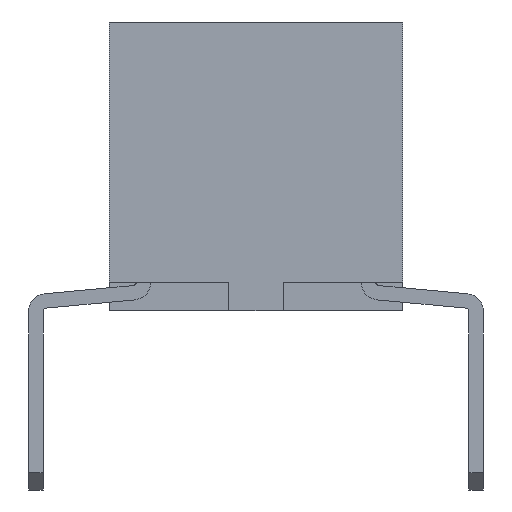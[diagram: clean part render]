
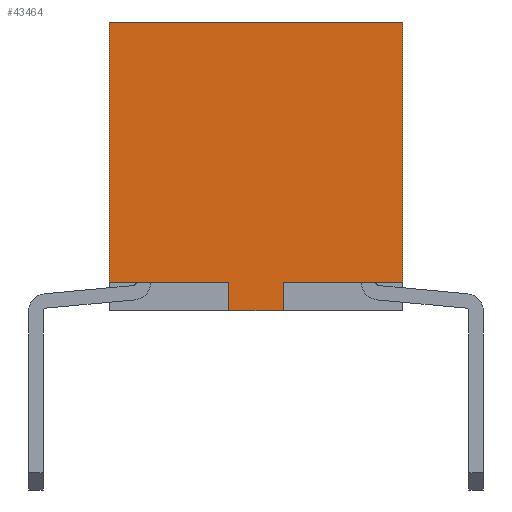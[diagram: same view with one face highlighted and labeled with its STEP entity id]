
A CAD part, front view. The second image highlights one B-rep face of the part: STEP entity #43464.
In plain terms, the highlighted face is planar.
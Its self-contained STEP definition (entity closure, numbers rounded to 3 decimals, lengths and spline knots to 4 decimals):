
#11057=ORIENTED_EDGE('',*,*,#15988,.F.);
#11058=ORIENTED_EDGE('',*,*,#15987,.T.);
#11059=ORIENTED_EDGE('',*,*,#11543,.T.);
#11060=ORIENTED_EDGE('',*,*,#15989,.F.);
#11061=ORIENTED_EDGE('',*,*,#15990,.F.);
#11062=ORIENTED_EDGE('',*,*,#15991,.F.);
#11063=ORIENTED_EDGE('',*,*,#11938,.T.);
#11064=ORIENTED_EDGE('',*,*,#15954,.T.);
#11543=EDGE_CURVE('',#16160,#16159,#19118,.T.);
#11938=EDGE_CURVE('',#16414,#16413,#19378,.T.);
#15954=EDGE_CURVE('',#16413,#18974,#22234,.T.);
#15987=EDGE_CURVE('',#18990,#16160,#22267,.T.);
#15988=EDGE_CURVE('',#18990,#18974,#22268,.T.);
#15989=EDGE_CURVE('',#18991,#16159,#22269,.T.);
#15990=EDGE_CURVE('',#18992,#18991,#22270,.T.);
#15991=EDGE_CURVE('',#16414,#18992,#22271,.T.);
#16159=VERTEX_POINT('',#55551);
#16160=VERTEX_POINT('',#55553);
#16413=VERTEX_POINT('',#56424);
#16414=VERTEX_POINT('',#56426);
#18974=VERTEX_POINT('',#65158);
#18990=VERTEX_POINT('',#65222);
#18991=VERTEX_POINT('',#65227);
#18992=VERTEX_POINT('',#65229);
#19118=LINE('',#55552,#22430);
#19378=LINE('',#56425,#22690);
#22234=LINE('',#65159,#25546);
#22267=LINE('',#65223,#25579);
#22268=LINE('',#65225,#25580);
#22269=LINE('',#65226,#25581);
#22270=LINE('',#65228,#25582);
#22271=LINE('',#65230,#25583);
#22430=VECTOR('',#46603,1000.);
#22690=VECTOR('',#47365,1000.);
#25546=VECTOR('',#55011,1000.);
#25579=VECTOR('',#55074,1000.);
#25580=VECTOR('',#55077,1000.);
#25581=VECTOR('',#55078,1000.);
#25582=VECTOR('',#55079,1000.);
#25583=VECTOR('',#55080,1000.);
#27339=EDGE_LOOP('',(#11057,#11058,#11059,#11060,#11061,#11062,#11063,#11064));
#29085=FACE_BOUND('',#27339,.T.);
#30133=PLANE('',#46257);
#43464=ADVANCED_FACE('',(#29085),#30133,.F.);
#46257=AXIS2_PLACEMENT_3D('',#65224,#55075,#55076);
#46603=DIRECTION('',(0.,-1.,0.));
#47365=DIRECTION('',(0.,-1.,0.));
#55011=DIRECTION('',(0.,0.,-1.));
#55074=DIRECTION('',(0.,0.,1.));
#55075=DIRECTION('',(1.,0.,0.));
#55076=DIRECTION('',(0.,0.,-1.));
#55077=DIRECTION('',(0.,1.,0.));
#55078=DIRECTION('',(0.,0.,-1.));
#55079=DIRECTION('',(0.,-1.,0.));
#55080=DIRECTION('',(0.,0.,1.));
#55551=CARTESIAN_POINT('',(-13.,-2.54,-2.));
#55552=CARTESIAN_POINT('',(-13.,0.,-2.));
#55553=CARTESIAN_POINT('',(-13.,-0.47,-2.));
#56424=CARTESIAN_POINT('',(-13.,0.47,-2.));
#56425=CARTESIAN_POINT('',(-13.,0.,-2.));
#56426=CARTESIAN_POINT('',(-13.,2.54,-2.));
#65158=CARTESIAN_POINT('',(-13.,0.47,-2.5));
#65159=CARTESIAN_POINT('',(-13.,0.47,0.));
#65222=CARTESIAN_POINT('',(-13.,-0.47,-2.5));
#65223=CARTESIAN_POINT('',(-13.,-0.47,0.));
#65224=CARTESIAN_POINT('',(-13.,0.,0.));
#65225=CARTESIAN_POINT('',(-13.,-2.54,-2.5));
#65226=CARTESIAN_POINT('',(-13.,-2.54,2.5));
#65227=CARTESIAN_POINT('',(-13.,-2.54,2.5));
#65228=CARTESIAN_POINT('',(-13.,2.54,2.5));
#65229=CARTESIAN_POINT('',(-13.,2.54,2.5));
#65230=CARTESIAN_POINT('',(-13.,2.54,-2.5));
